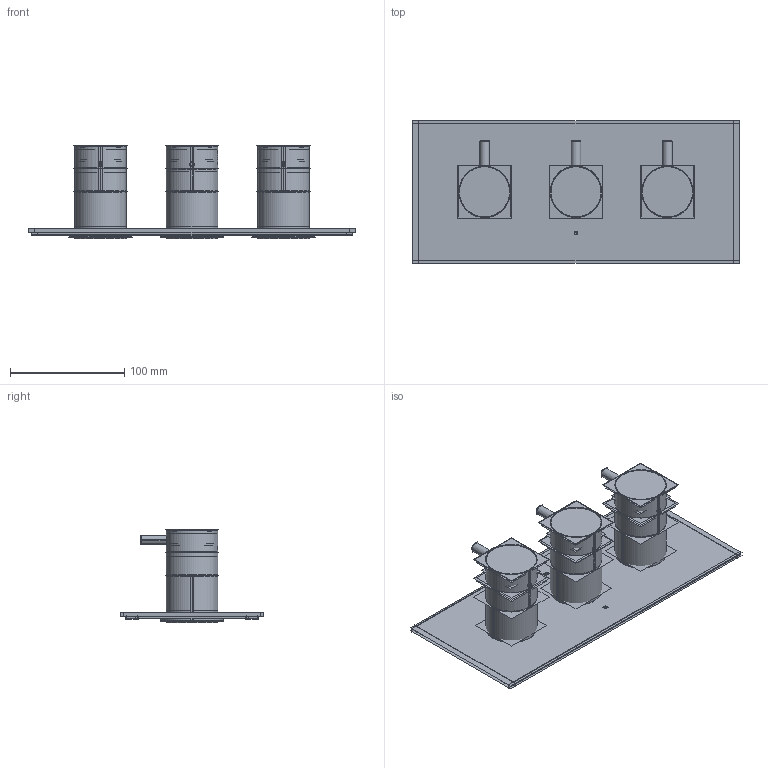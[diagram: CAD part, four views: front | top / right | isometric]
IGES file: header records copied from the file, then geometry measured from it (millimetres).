
Start section:  PTC IGES file: PRO2001LBPC.igs
Global section: file name: PRO2001LBPC.igs; native system: Pro/ENGINEER by Parametric Technology Corporation; preprocessor: 2009360; author: user152; organization: Unknown; date: 20200311.100024; units: millimetre
Bounding box: 286 x 124.8 x 81.91 mm (x, y, z)
Volume: 328737.1 mm3; surface area: 3087693.7 mm2
Topology: 49 solids, 64 shells, 2748 faces, 16048 edges, 22064 vertices
Faces by surface type: revolution 1496, bspline 1252
